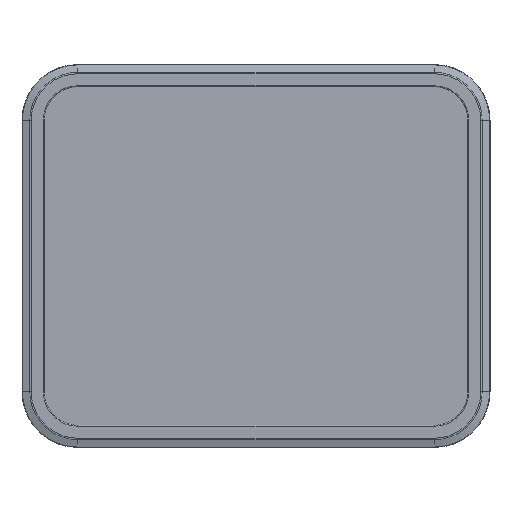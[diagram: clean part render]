
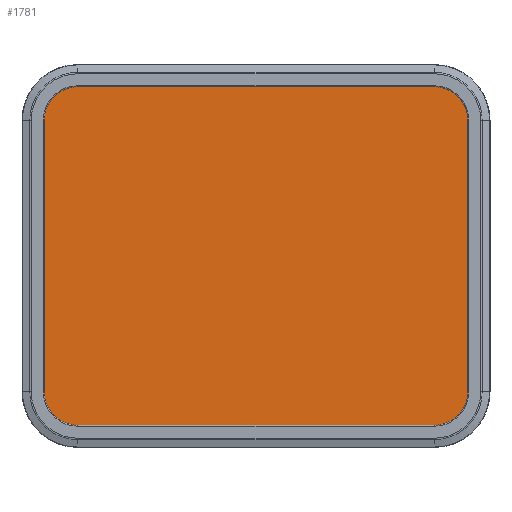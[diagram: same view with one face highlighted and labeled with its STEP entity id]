
A CAD part, top view. The second image highlights one B-rep face of the part: STEP entity #1781.
In plain terms, the highlighted planar face has unit normal (0, 0, 1).
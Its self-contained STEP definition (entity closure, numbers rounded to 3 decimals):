
#143 = EDGE_CURVE ( 'NONE', #6708, #8132, #11688, .T. ) ;
#280 = AXIS2_PLACEMENT_3D ( 'NONE', #11141, #5901, #4600 ) ;
#317 = DIRECTION ( 'NONE',  ( 1., 0., 0. ) ) ;
#406 = VERTEX_POINT ( 'NONE', #415 ) ;
#415 = CARTESIAN_POINT ( 'NONE',  ( -256., -159.5, 6.8 ) ) ;
#698 = LINE ( 'NONE', #4281, #6793 ) ;
#882 = CARTESIAN_POINT ( 'NONE',  ( 209.5, 159.5, 6.8 ) ) ;
#1207 = EDGE_CURVE ( 'NONE', #2031, #6708, #3982, .T. ) ;
#1335 = VERTEX_POINT ( 'NONE', #1657 ) ;
#1387 = VECTOR ( 'NONE', #9083, 1000. ) ;
#1632 = DIRECTION ( 'NONE',  ( 0., 0., 1. ) ) ;
#1657 = CARTESIAN_POINT ( 'NONE',  ( -209.5, -206., 6.8 ) ) ;
#1712 = AXIS2_PLACEMENT_3D ( 'NONE', #9743, #8449, #7146 ) ;
#1781 = ADVANCED_FACE ( 'NONE', ( #11880 ), #11062, .T. ) ;
#1960 = VECTOR ( 'NONE', #2436, 1000. ) ;
#2031 = VERTEX_POINT ( 'NONE', #10897 ) ;
#2061 = AXIS2_PLACEMENT_3D ( 'NONE', #6584, #3988, #2698 ) ;
#2120 = CARTESIAN_POINT ( 'NONE',  ( -256., 159.5, 6.8 ) ) ;
#2436 = DIRECTION ( 'NONE',  ( 1., 0., 0. ) ) ;
#2698 = DIRECTION ( 'NONE',  ( -1., 0., 0. ) ) ;
#2921 = CARTESIAN_POINT ( 'NONE',  ( 209.5, -159.5, 6.8 ) ) ;
#2995 = DIRECTION ( 'NONE',  ( 0., -1., 0. ) ) ;
#3312 = CARTESIAN_POINT ( 'NONE',  ( 209.5, -206., 6.8 ) ) ;
#3553 = ORIENTED_EDGE ( 'NONE', *, *, #12206, .T. ) ;
#3726 = CARTESIAN_POINT ( 'NONE',  ( -209.5, -206., 6.8 ) ) ;
#3924 = AXIS2_PLACEMENT_3D ( 'NONE', #2921, #1632, #317 ) ;
#3982 = CIRCLE ( 'NONE', #9010, 46.5 ) ;
#3988 = DIRECTION ( 'NONE',  ( 0., 0., 1. ) ) ;
#4001 = VERTEX_POINT ( 'NONE', #4101 ) ;
#4014 = ORIENTED_EDGE ( 'NONE', *, *, #5121, .T. ) ;
#4101 = CARTESIAN_POINT ( 'NONE',  ( 256., -159.5, 6.8 ) ) ;
#4272 = ORIENTED_EDGE ( 'NONE', *, *, #11834, .T. ) ;
#4281 = CARTESIAN_POINT ( 'NONE',  ( -256., 159.5, 6.8 ) ) ;
#4600 = DIRECTION ( 'NONE',  ( -1., 0., 0. ) ) ;
#4747 = DIRECTION ( 'NONE',  ( 0., 1., 0. ) ) ;
#5012 = LINE ( 'NONE', #3726, #1960 ) ;
#5121 = EDGE_CURVE ( 'NONE', #12146, #4001, #10334, .T. ) ;
#5255 = EDGE_CURVE ( 'NONE', #6790, #406, #698, .T. ) ;
#5888 = EDGE_LOOP ( 'NONE', ( #5954, #10868, #7732, #7081, #3553, #10329, #4014, #4272 ) ) ;
#5901 = DIRECTION ( 'NONE',  ( 0., 0., 1. ) ) ;
#5954 = ORIENTED_EDGE ( 'NONE', *, *, #1207, .T. ) ;
#6057 = CARTESIAN_POINT ( 'NONE',  ( 256., 159.5, 6.8 ) ) ;
#6584 = CARTESIAN_POINT ( 'NONE',  ( -209.5, -159.5, 6.8 ) ) ;
#6708 = VERTEX_POINT ( 'NONE', #6921 ) ;
#6790 = VERTEX_POINT ( 'NONE', #2120 ) ;
#6793 = VECTOR ( 'NONE', #2995, 1000. ) ;
#6798 = CIRCLE ( 'NONE', #2061, 46.5 ) ;
#6921 = CARTESIAN_POINT ( 'NONE',  ( 209.5, 206., 6.8 ) ) ;
#7081 = ORIENTED_EDGE ( 'NONE', *, *, #5255, .T. ) ;
#7097 = CARTESIAN_POINT ( 'NONE',  ( -209.5, 206., 6.8 ) ) ;
#7146 = DIRECTION ( 'NONE',  ( 1., 0., 0. ) ) ;
#7168 = EDGE_CURVE ( 'NONE', #8132, #6790, #10242, .T. ) ;
#7367 = LINE ( 'NONE', #6057, #10414 ) ;
#7732 = ORIENTED_EDGE ( 'NONE', *, *, #7168, .T. ) ;
#8132 = VERTEX_POINT ( 'NONE', #7097 ) ;
#8449 = DIRECTION ( 'NONE',  ( 0., 0., 1. ) ) ;
#9010 = AXIS2_PLACEMENT_3D ( 'NONE', #882, #12302, #11004 ) ;
#9083 = DIRECTION ( 'NONE',  ( -1., 0., 0. ) ) ;
#9743 = CARTESIAN_POINT ( 'NONE',  ( 209.5, 159.5, 6.8 ) ) ;
#9785 = EDGE_CURVE ( 'NONE', #1335, #12146, #5012, .T. ) ;
#10242 = CIRCLE ( 'NONE', #280, 46.5 ) ;
#10329 = ORIENTED_EDGE ( 'NONE', *, *, #9785, .T. ) ;
#10334 = CIRCLE ( 'NONE', #3924, 46.5 ) ;
#10384 = CARTESIAN_POINT ( 'NONE',  ( -209.5, 206., 6.8 ) ) ;
#10414 = VECTOR ( 'NONE', #4747, 1000. ) ;
#10868 = ORIENTED_EDGE ( 'NONE', *, *, #143, .T. ) ;
#10897 = CARTESIAN_POINT ( 'NONE',  ( 256., 159.5, 6.8 ) ) ;
#11004 = DIRECTION ( 'NONE',  ( 1., 0., 0. ) ) ;
#11062 = PLANE ( 'NONE',  #1712 ) ;
#11141 = CARTESIAN_POINT ( 'NONE',  ( -209.5, 159.5, 6.8 ) ) ;
#11688 = LINE ( 'NONE', #10384, #1387 ) ;
#11834 = EDGE_CURVE ( 'NONE', #4001, #2031, #7367, .T. ) ;
#11880 = FACE_OUTER_BOUND ( 'NONE', #5888, .T. ) ;
#12146 = VERTEX_POINT ( 'NONE', #3312 ) ;
#12206 = EDGE_CURVE ( 'NONE', #406, #1335, #6798, .T. ) ;
#12302 = DIRECTION ( 'NONE',  ( 0., 0., 1. ) ) ;
